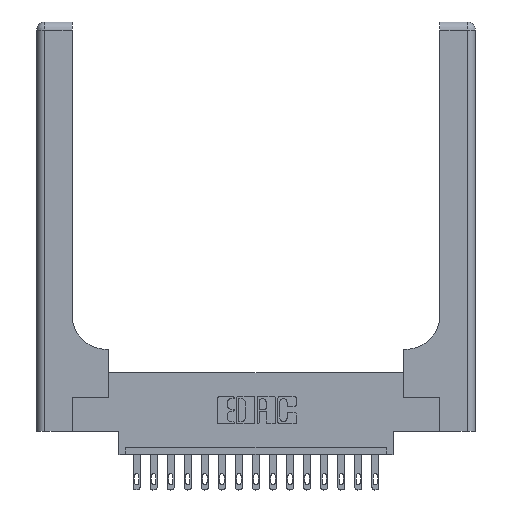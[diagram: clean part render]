
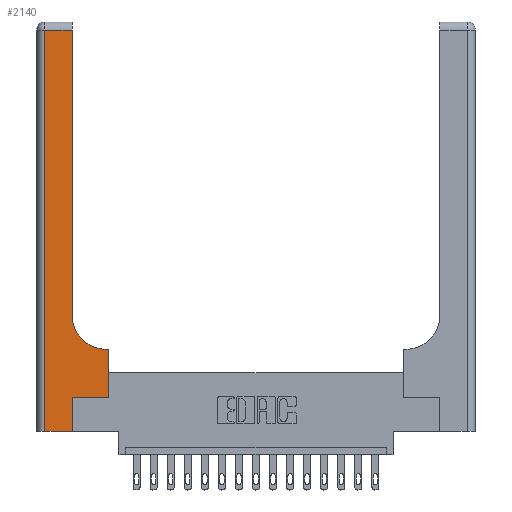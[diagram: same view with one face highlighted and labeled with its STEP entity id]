
A CAD part, top view. The second image highlights one B-rep face of the part: STEP entity #2140.
In plain terms, the highlighted planar face has unit normal (0, 0, 1).
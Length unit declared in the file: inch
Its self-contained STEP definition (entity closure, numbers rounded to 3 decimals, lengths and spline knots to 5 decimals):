
#250 = DIRECTION ( 'NONE',  ( 0., 1., 0. ) ) ;
#303 = DIRECTION ( 'NONE',  ( 0., 0., -1. ) ) ;
#475 = DIRECTION ( 'NONE',  ( 1., 0., 0. ) ) ;
#575 = CARTESIAN_POINT ( 'NONE',  ( 0., 3., 0.37 ) ) ;
#711 = CARTESIAN_POINT ( 'NONE',  ( 0.06, 2.94, 0.37 ) ) ;
#959 = VERTEX_POINT ( 'NONE', #5075 ) ;
#1099 = VERTEX_POINT ( 'NONE', #8652 ) ;
#1683 = VECTOR ( 'NONE', #7864, 39.37008 ) ;
#1789 = EDGE_CURVE ( 'NONE', #4401, #5414, #13136, .T. ) ;
#1921 = VERTEX_POINT ( 'NONE', #711 ) ;
#2140 = ADVANCED_FACE ( 'NONE', ( #13180 ), #4534, .F. ) ;
#2331 = EDGE_CURVE ( 'NONE', #8553, #1921, #4247, .T. ) ;
#2412 = CARTESIAN_POINT ( 'NONE',  ( 0.265, 0., 0.37 ) ) ;
#2457 = EDGE_CURVE ( 'NONE', #14680, #10492, #18223, .T. ) ;
#3292 = DIRECTION ( 'NONE',  ( -1., 0., 0. ) ) ;
#3433 = LINE ( 'NONE', #14732, #8065 ) ;
#4120 = DIRECTION ( 'NONE',  ( 1., 0., 0. ) ) ;
#4242 = DIRECTION ( 'NONE',  ( 0., -1., 0. ) ) ;
#4247 = LINE ( 'NONE', #10173, #9472 ) ;
#4401 = VERTEX_POINT ( 'NONE', #2412 ) ;
#4433 = DIRECTION ( 'NONE',  ( -1., 0., 0. ) ) ;
#4534 = PLANE ( 'NONE',  #11838 ) ;
#4620 = ORIENTED_EDGE ( 'NONE', *, *, #18541, .T. ) ;
#4636 = CARTESIAN_POINT ( 'NONE',  ( 0.528, 0.25, 0.37 ) ) ;
#4659 = DIRECTION ( 'NONE',  ( 1., 0., 0. ) ) ;
#5075 = CARTESIAN_POINT ( 'NONE',  ( 0.06, 0., 0.37 ) ) ;
#5414 = VERTEX_POINT ( 'NONE', #9491 ) ;
#6302 = EDGE_CURVE ( 'NONE', #10492, #8553, #7951, .T. ) ;
#6928 = VECTOR ( 'NONE', #4242, 39.37008 ) ;
#7113 = ORIENTED_EDGE ( 'NONE', *, *, #1789, .T. ) ;
#7219 = CARTESIAN_POINT ( 'NONE',  ( 0.265, 0., 0.37 ) ) ;
#7533 = CARTESIAN_POINT ( 'NONE',  ( 0.51, 0.85, 0.37 ) ) ;
#7582 = ORIENTED_EDGE ( 'NONE', *, *, #2331, .T. ) ;
#7641 = CARTESIAN_POINT ( 'NONE',  ( 0.51, 0.6, 0.37 ) ) ;
#7864 = DIRECTION ( 'NONE',  ( 0., 1., 0. ) ) ;
#7951 = LINE ( 'NONE', #9568, #1683 ) ;
#8065 = VECTOR ( 'NONE', #13602, 39.37008 ) ;
#8462 = LINE ( 'NONE', #14358, #9122 ) ;
#8553 = VERTEX_POINT ( 'NONE', #11210 ) ;
#8594 = VERTEX_POINT ( 'NONE', #17385 ) ;
#8652 = CARTESIAN_POINT ( 'NONE',  ( 0.528, 0.25, 0.37 ) ) ;
#8689 = LINE ( 'NONE', #4636, #13941 ) ;
#9029 = CARTESIAN_POINT ( 'NONE',  ( 0.26, 0.85, 0.37 ) ) ;
#9122 = VECTOR ( 'NONE', #4120, 39.37008 ) ;
#9472 = VECTOR ( 'NONE', #4433, 39.37008 ) ;
#9491 = CARTESIAN_POINT ( 'NONE',  ( 0.265, 0.25, 0.37 ) ) ;
#9568 = CARTESIAN_POINT ( 'NONE',  ( 0.26, 3., 0.37 ) ) ;
#10066 = LINE ( 'NONE', #15817, #6928 ) ;
#10080 = AXIS2_PLACEMENT_3D ( 'NONE', #7533, #16288, #475 ) ;
#10173 = CARTESIAN_POINT ( 'NONE',  ( 0., 2.94, 0.37 ) ) ;
#10492 = VERTEX_POINT ( 'NONE', #9029 ) ;
#10962 = EDGE_CURVE ( 'NONE', #8594, #14680, #3433, .T. ) ;
#11210 = CARTESIAN_POINT ( 'NONE',  ( 0.26, 2.94, 0.37 ) ) ;
#11264 = EDGE_CURVE ( 'NONE', #5414, #1099, #12068, .T. ) ;
#11295 = ORIENTED_EDGE ( 'NONE', *, *, #6302, .T. ) ;
#11838 = AXIS2_PLACEMENT_3D ( 'NONE', #575, #303, #3292 ) ;
#12068 = LINE ( 'NONE', #14711, #12587 ) ;
#12587 = VECTOR ( 'NONE', #4659, 39.37008 ) ;
#12930 = ORIENTED_EDGE ( 'NONE', *, *, #11264, .T. ) ;
#13136 = LINE ( 'NONE', #7219, #15085 ) ;
#13180 = FACE_OUTER_BOUND ( 'NONE', #18260, .T. ) ;
#13602 = DIRECTION ( 'NONE',  ( -1., 0., 0. ) ) ;
#13941 = VECTOR ( 'NONE', #16026, 39.37008 ) ;
#14358 = CARTESIAN_POINT ( 'NONE',  ( 0., 0., 0.37 ) ) ;
#14680 = VERTEX_POINT ( 'NONE', #7641 ) ;
#14711 = CARTESIAN_POINT ( 'NONE',  ( 0.265, 0.25, 0.37 ) ) ;
#14732 = CARTESIAN_POINT ( 'NONE',  ( 0.26, 0.6, 0.37 ) ) ;
#14975 = EDGE_CURVE ( 'NONE', #1921, #959, #10066, .T. ) ;
#15085 = VECTOR ( 'NONE', #250, 39.37008 ) ;
#15817 = CARTESIAN_POINT ( 'NONE',  ( 0.06, 3., 0.37 ) ) ;
#16026 = DIRECTION ( 'NONE',  ( 0., 1., 0. ) ) ;
#16056 = ORIENTED_EDGE ( 'NONE', *, *, #18089, .T. ) ;
#16288 = DIRECTION ( 'NONE',  ( 0., 0., -1. ) ) ;
#17385 = CARTESIAN_POINT ( 'NONE',  ( 0.528, 0.6, 0.37 ) ) ;
#17630 = ORIENTED_EDGE ( 'NONE', *, *, #2457, .T. ) ;
#17818 = ORIENTED_EDGE ( 'NONE', *, *, #10962, .T. ) ;
#18089 = EDGE_CURVE ( 'NONE', #959, #4401, #8462, .T. ) ;
#18106 = ORIENTED_EDGE ( 'NONE', *, *, #14975, .T. ) ;
#18223 = CIRCLE ( 'NONE', #10080, 0.25 ) ;
#18260 = EDGE_LOOP ( 'NONE', ( #11295, #7582, #18106, #16056, #7113, #12930, #4620, #17818, #17630 ) ) ;
#18541 = EDGE_CURVE ( 'NONE', #1099, #8594, #8689, .T. ) ;
